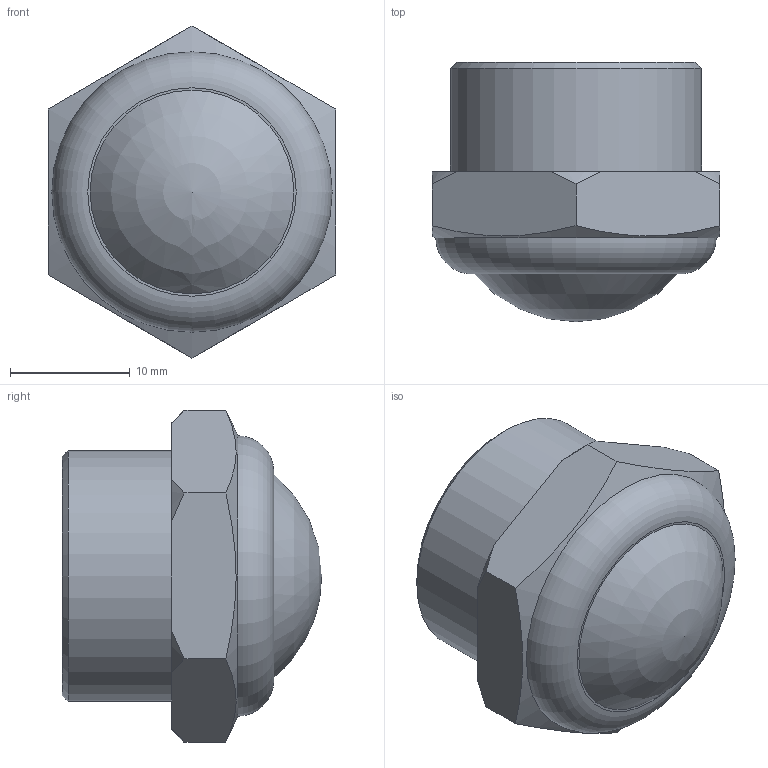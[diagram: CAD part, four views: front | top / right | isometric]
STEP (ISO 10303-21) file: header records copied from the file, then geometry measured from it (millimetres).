
FILE_DESCRIPTION(/* description */ ('Unknown'),/* implementation_level */ '2;1');
FILE_NAME(/* name */ '6.05.12',/* time_stamp */ '2018-10-15T12:36:58-04:00',/* author */ ('Unknown'),/* organization */ ('Unknown'),/* preprocessor_version */ 'ST-DEVELOPER v16.7',/* originating_system */ 'DEX',/* authorisation */ $);
FILE_SCHEMA (('AUTOMOTIVE_DESIGN {1 0 10303 214 3 1 1}'));
Length unit declared in the file: millimetre
Products named in the file (1): 6.05.12
Bounding box: 24 x 21.65 x 27.71 mm (x, y, z)
Volume: 4426.5 mm3; surface area: 2948.6 mm2
Topology: 1 solids, 1 shells, 23 faces, 59 edges, 39 vertices
Faces by surface type: plane 10, cone 8, cylinder 2, sphere 2, torus 1
Full cylindrical faces by diameter (mm): 14.8 x1, 20.955 x1
Entity records: 815 total; most frequent: CARTESIAN_POINT 162, ORIENTED_EDGE 90, DIRECTION 90, EDGE_CURVE 45, AXIS2_PLACEMENT_3D 39, VERTEX_POINT 33, EDGE_LOOP 32, FACE_BOUND 32
